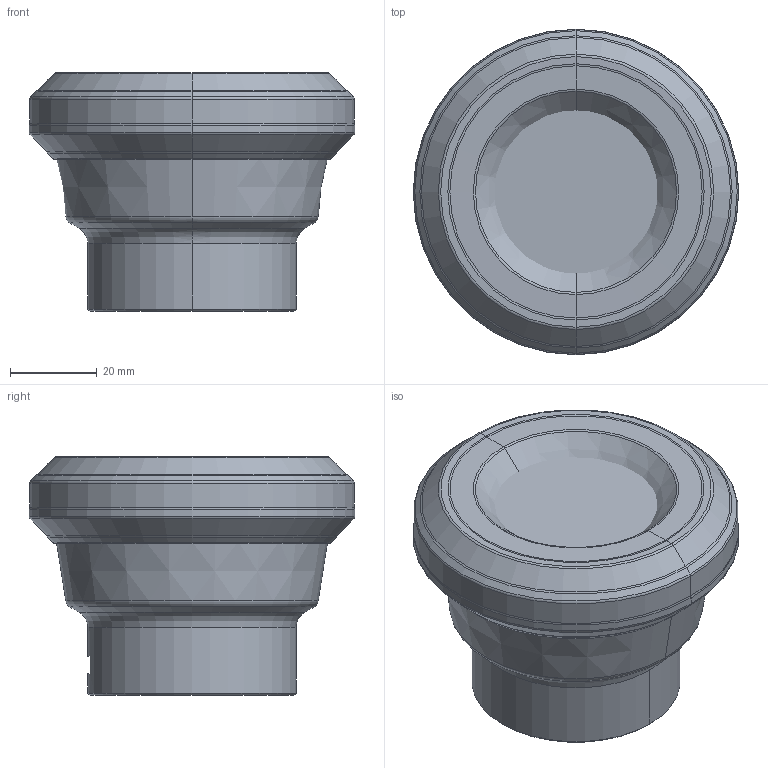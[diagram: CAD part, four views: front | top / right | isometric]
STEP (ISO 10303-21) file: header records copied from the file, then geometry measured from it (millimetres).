
FILE_DESCRIPTION((''),'2;1');
FILE_NAME('607794832-000-00-E43_ASM','2023-01-31T10:29:39',('schmiedtm'),(''),'CREO PARAMETRIC BY PTC INC, 2021184','CREO PARAMETRIC BY PTC INC, 2021184','');
FILE_SCHEMA(('AP242_MANAGED_MODEL_BASED_3D_ENGINEERING_MIM_LF { 1 0 10303 442 1 1 4 }'));
Length unit declared in the file: millimetre
Products named in the file (3): NOCUT; CUT; 607794832-000-00-E43_ASM
Assembly tree (2 placements, depth 2):
  607794832-000-00-E43_ASM
    NOCUT
    CUT
Bounding box: 75.02 x 75.02 x 55 mm (x, y, z)
Volume: 200599.4 mm3; surface area: 27414.4 mm2
Topology: 2 solids, 2 shells, 78 faces, 172 edges, 98 vertices
Faces by surface type: cone 34, torus 32, plane 6, cylinder 6
Entity records: 2994 total; most frequent: DIRECTION 492, CARTESIAN_POINT 364, ORIENTED_EDGE 314, AXIS2_PLACEMENT_3D 218, EDGE_CURVE 157, PRESENTATION_STYLE_ASSIGNMENT 136, STYLED_ITEM 136, CIRCLE 119
